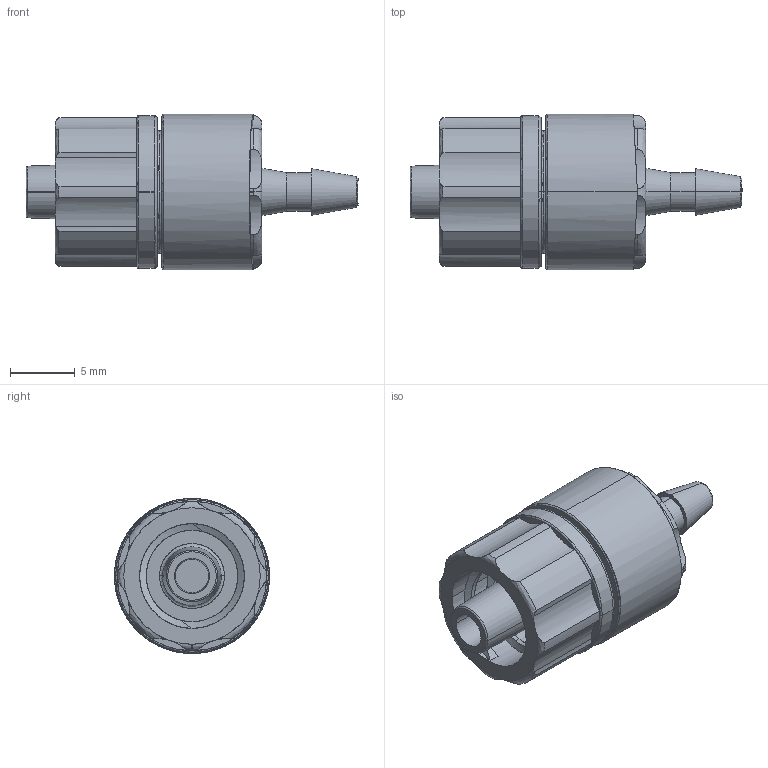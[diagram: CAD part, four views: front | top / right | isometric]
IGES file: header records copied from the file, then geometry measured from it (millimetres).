
Start section: SolidWorks IGES file using analytic representation for surfaces
Global section: file name: E-C-190014.IGS; native system: SolidWorks 2018; preprocessor: SolidWorks 2018; author: WTsang; date: 190213.080436; units: metre
Bounding box: 25.55 x 11.94 x 11.94 mm (x, y, z)
Surface area: 2158.6 mm2 (no closed solid volume)
Topology: 0 solids, 0 shells, 210 faces, 3060 edges, 3059 vertices
Faces by surface type: revolution 134, bspline 76
